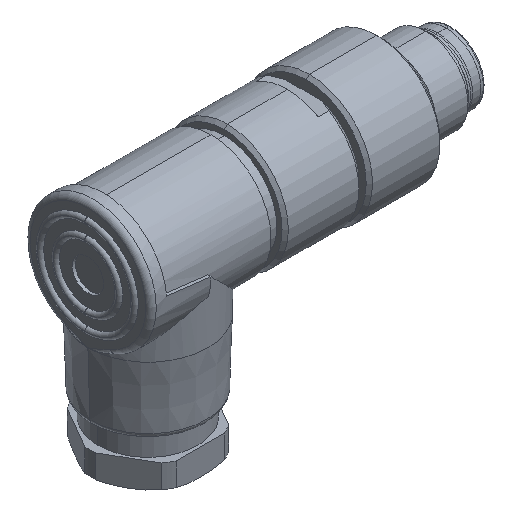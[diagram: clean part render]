
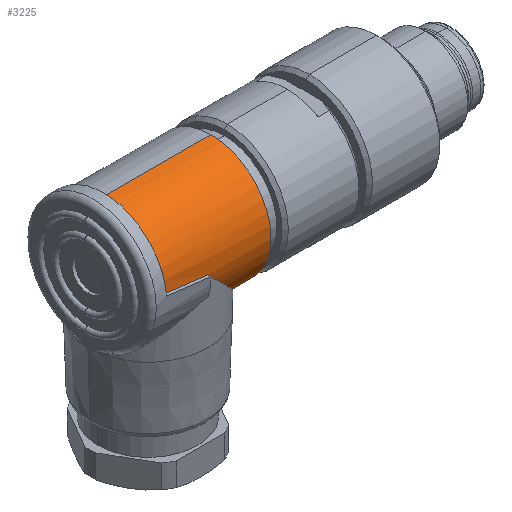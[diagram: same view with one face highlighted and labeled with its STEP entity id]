
A CAD part, isometric view. The second image highlights one B-rep face of the part: STEP entity #3225.
In plain terms, the highlighted cylindrical face has radius 5.7 mm (diameter 11.4 mm), a partial arc.
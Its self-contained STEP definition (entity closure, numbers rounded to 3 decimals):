
#139=CARTESIAN_POINT('',(-23.1,0.,-5.7));
#140=CARTESIAN_POINT('',(-23.1,-0.253,-5.7));
#141=CARTESIAN_POINT('',(-23.134,-0.766,
-5.666));
#142=CARTESIAN_POINT('',(-23.291,-1.533,
-5.509));
#143=CARTESIAN_POINT('',(-23.567,-2.313,
-5.233));
#144=CARTESIAN_POINT('',(-23.972,-3.065,
-4.828));
#145=CARTESIAN_POINT('',(-24.425,-3.682,
-4.375));
#146=CARTESIAN_POINT('',(-25.026,-4.307,
-3.774));
#147=CARTESIAN_POINT('',(-25.825,-4.893,
-2.975));
#148=CARTESIAN_POINT('',(-26.646,-5.306,
-2.154));
#149=CARTESIAN_POINT('',(-27.636,-5.616,
-1.163));
#150=CARTESIAN_POINT('',(-28.397,-5.7,-0.403));
#151=CARTESIAN_POINT('',(-28.8,-5.7,0.));
#362=CARTESIAN_POINT('',(-22.8,0.,0.));
#363=DIRECTION('',(1.,0.,0.));
#364=DIRECTION('',(0.,0.,1.));
#365=AXIS2_PLACEMENT_3D('',#362,#363,#364);
#386=DIRECTION('',(-1.,0.,0.));
#387=VECTOR('',#386,0.3);
#388=CARTESIAN_POINT('',(-22.8,0.,-5.7));
#389=LINE('',#388,#387);
#393=DIRECTION('',(-1.,0.,0.));
#394=VECTOR('',#393,10.2);
#395=CARTESIAN_POINT('',(-22.8,0.,5.7));
#396=LINE('',#395,#394);
#400=CARTESIAN_POINT('',(-28.8,-5.7,0.));
#401=CARTESIAN_POINT('',(-30.2,-5.7,0.167));
#402=CARTESIAN_POINT('',(-31.6,-5.693,
0.333));
#403=CARTESIAN_POINT('',(-33.,-5.678,0.5));
#446=CARTESIAN_POINT('',(-33.,0.,0.));
#447=DIRECTION('',(-1.,0.,0.));
#448=DIRECTION('',(0.,-0.996,0.088));
#449=AXIS2_PLACEMENT_3D('',#446,#447,#448);
#2514=CARTESIAN_POINT('',(-33.,-5.678,0.5));
#2515=VERTEX_POINT('',#2514);
#2526=CARTESIAN_POINT('',(-28.8,-5.7,0.));
#2527=VERTEX_POINT('',#2526);
#2800=CARTESIAN_POINT('',(-23.1,0.,-5.7));
#2801=VERTEX_POINT('',#2800);
#2802=CARTESIAN_POINT('',(-22.8,0.,5.7));
#2803=CARTESIAN_POINT('',(-33.,0.,5.7));
#2804=VERTEX_POINT('',#2802);
#2805=VERTEX_POINT('',#2803);
#2806=CARTESIAN_POINT('',(-22.8,0.,-5.7));
#2807=VERTEX_POINT('',#2806);
#3210=CARTESIAN_POINT('',(-16.3,0.,0.));
#3211=DIRECTION('',(-1.,0.,0.));
#3212=DIRECTION('',(0.,0.,1.));
#3213=AXIS2_PLACEMENT_3D('',#3210,#3211,#3212);
#3214=CYLINDRICAL_SURFACE('',#3213,5.7);
#3215=ORIENTED_EDGE('',*,*,#3199,.T.);
#3216=ORIENTED_EDGE('',*,*,#3188,.T.);
#3217=ORIENTED_EDGE('',*,*,#2912,.T.);
#3219=ORIENTED_EDGE('',*,*,#3218,.T.);
#3221=ORIENTED_EDGE('',*,*,#3220,.T.);
#3222=ORIENTED_EDGE('',*,*,#3182,.F.);
#3223=EDGE_LOOP('',(#3215,#3216,#3217,#3219,#3221,#3222));
#3224=FACE_OUTER_BOUND('',#3223,.F.);
#3225=ADVANCED_FACE('',(#3224),#3214,.T.);
#152=B_SPLINE_CURVE_WITH_KNOTS('',3,(#139,#140,#141,#142,#143,#144,#145,#146,
#147,#148,#149,#150,#151),.UNSPECIFIED.,.F.,.F.,(4,1,1,1,1,1,1,1,1,1,4),(0.,
0.1,0.2,0.3,0.4,0.5,0.6,0.7,0.8,0.9,1.),.UNSPECIFIED.);
#366=CIRCLE('',#365,5.7);
#404=B_SPLINE_CURVE_WITH_KNOTS('',3,(#400,#401,#402,#403),.UNSPECIFIED.,.F.,.F.,
(4,4),(0.,1.),.UNSPECIFIED.);
#450=CIRCLE('',#449,5.7);
#2912=EDGE_CURVE('',#2801,#2527,#152,.T.);
#3182=EDGE_CURVE('',#2804,#2805,#396,.T.);
#3188=EDGE_CURVE('',#2807,#2801,#389,.T.);
#3199=EDGE_CURVE('',#2804,#2807,#366,.T.);
#3218=EDGE_CURVE('',#2527,#2515,#404,.T.);
#3220=EDGE_CURVE('',#2515,#2805,#450,.T.);
